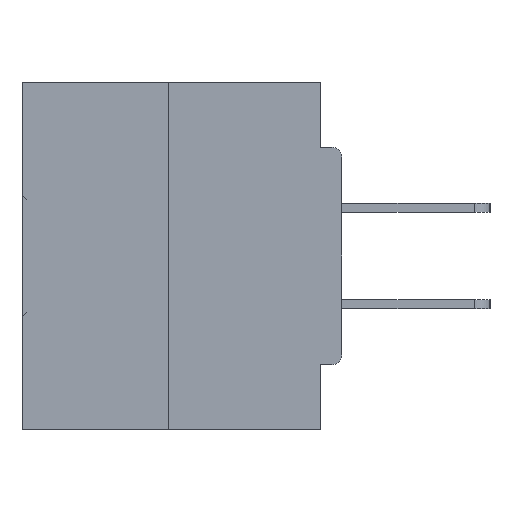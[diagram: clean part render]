
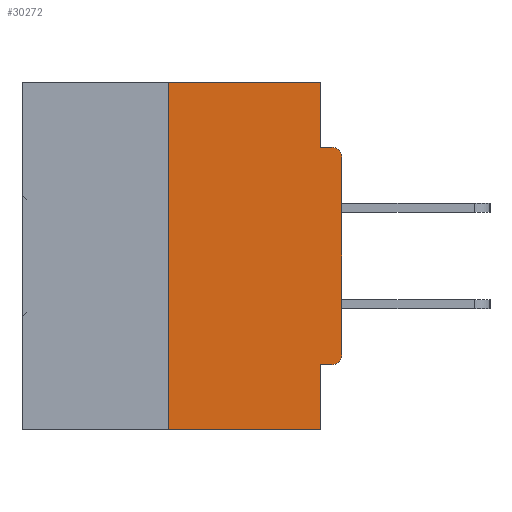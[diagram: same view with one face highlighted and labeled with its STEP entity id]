
A CAD part, left-side view. The second image highlights one B-rep face of the part: STEP entity #30272.
In plain terms, the highlighted planar face has unit normal (-1, 0, 0).
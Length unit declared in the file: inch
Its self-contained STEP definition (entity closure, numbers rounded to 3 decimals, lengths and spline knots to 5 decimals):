
#1098 = VERTEX_POINT ( 'NONE', #23118 ) ;
#2952 = CARTESIAN_POINT ( 'NONE',  ( 0., 0., -0.0935 ) ) ;
#3494 = LINE ( 'NONE', #25123, #29446 ) ;
#3592 = CARTESIAN_POINT ( 'NONE',  ( 0., 0.015, -0.0935 ) ) ;
#3770 = VERTEX_POINT ( 'NONE', #3893 ) ;
#3893 = CARTESIAN_POINT ( 'NONE',  ( 0., 0.031, -0.4065 ) ) ;
#3894 = EDGE_CURVE ( 'NONE', #8835, #34975, #19541, .T. ) ;
#4013 = DIRECTION ( 'NONE',  ( 0., 0., 1. ) ) ;
#4301 = CARTESIAN_POINT ( 'NONE',  ( 0., 0.46, -0.5 ) ) ;
#4577 = ORIENTED_EDGE ( 'NONE', *, *, #40740, .F. ) ;
#4741 = VERTEX_POINT ( 'NONE', #41652 ) ;
#5021 = EDGE_CURVE ( 'NONE', #3770, #1098, #23769, .T. ) ;
#5113 = LINE ( 'NONE', #35304, #7274 ) ;
#5459 = DIRECTION ( 'NONE',  ( 0., 0., -1. ) ) ;
#6106 = EDGE_CURVE ( 'NONE', #37448, #33177, #42101, .T. ) ;
#6146 = ORIENTED_EDGE ( 'NONE', *, *, #3894, .T. ) ;
#6285 = EDGE_LOOP ( 'NONE', ( #8956, #21718, #31495, #34514, #11743, #6146, #18175, #9204, #4577, #29805 ) ) ;
#7274 = VECTOR ( 'NONE', #4013, 39.37008 ) ;
#8525 = EDGE_CURVE ( 'NONE', #4741, #37448, #37991, .T. ) ;
#8678 = AXIS2_PLACEMENT_3D ( 'NONE', #19163, #15123, #5459 ) ;
#8835 = VERTEX_POINT ( 'NONE', #11514 ) ;
#8956 = ORIENTED_EDGE ( 'NONE', *, *, #8525, .F. ) ;
#9204 = ORIENTED_EDGE ( 'NONE', *, *, #22112, .T. ) ;
#9549 = CARTESIAN_POINT ( 'NONE',  ( 0., 0., -0.1085 ) ) ;
#10969 = VECTOR ( 'NONE', #13585, 39.37008 ) ;
#11514 = CARTESIAN_POINT ( 'NONE',  ( 0., 0.015, -0.4065 ) ) ;
#11743 = ORIENTED_EDGE ( 'NONE', *, *, #38559, .F. ) ;
#11999 = AXIS2_PLACEMENT_3D ( 'NONE', #14732, #28651, #25150 ) ;
#12885 = EDGE_CURVE ( 'NONE', #44674, #4741, #5113, .T. ) ;
#13585 = DIRECTION ( 'NONE',  ( 0., -1., 0. ) ) ;
#14732 = CARTESIAN_POINT ( 'NONE',  ( 0., 0.015, -0.3915 ) ) ;
#14924 = VECTOR ( 'NONE', #37186, 39.37008 ) ;
#15033 = VECTOR ( 'NONE', #32578, 39.37008 ) ;
#15123 = DIRECTION ( 'NONE',  ( 1., 0., 0. ) ) ;
#17075 = LINE ( 'NONE', #27144, #14924 ) ;
#18175 = ORIENTED_EDGE ( 'NONE', *, *, #35588, .T. ) ;
#18329 = DIRECTION ( 'NONE',  ( 0., -1., 0. ) ) ;
#18942 = CARTESIAN_POINT ( 'NONE',  ( 0., 0.031, -0.0935 ) ) ;
#19163 = CARTESIAN_POINT ( 'NONE',  ( 0., 0.46, 0. ) ) ;
#19541 = CIRCLE ( 'NONE', #11999, 0.015 ) ;
#19670 = DIRECTION ( 'NONE',  ( 0., -1., 0. ) ) ;
#21584 = DIRECTION ( 'NONE',  ( -1., 0., 0. ) ) ;
#21718 = ORIENTED_EDGE ( 'NONE', *, *, #12885, .F. ) ;
#21779 = CARTESIAN_POINT ( 'NONE',  ( 0., 0.031, 0. ) ) ;
#22042 = DIRECTION ( 'NONE',  ( 0., 0., -1. ) ) ;
#22112 = EDGE_CURVE ( 'NONE', #35647, #27904, #31300, .T. ) ;
#22326 = CARTESIAN_POINT ( 'NONE',  ( 0., 0.031, -0.5 ) ) ;
#23118 = CARTESIAN_POINT ( 'NONE',  ( 0., 0.031, -0.5 ) ) ;
#23769 = LINE ( 'NONE', #22326, #24333 ) ;
#24333 = VECTOR ( 'NONE', #22042, 39.37008 ) ;
#24741 = DIRECTION ( 'NONE',  ( 0., 0., -1. ) ) ;
#25123 = CARTESIAN_POINT ( 'NONE',  ( 0., 0., -0.4065 ) ) ;
#25150 = DIRECTION ( 'NONE',  ( 0., 0., -1. ) ) ;
#27144 = CARTESIAN_POINT ( 'NONE',  ( 0., 0., 0. ) ) ;
#27554 = VECTOR ( 'NONE', #19670, 39.37008 ) ;
#27904 = VERTEX_POINT ( 'NONE', #3592 ) ;
#28651 = DIRECTION ( 'NONE',  ( -1., 0., 0. ) ) ;
#28794 = EDGE_CURVE ( 'NONE', #44674, #1098, #37934, .T. ) ;
#29108 = CARTESIAN_POINT ( 'NONE',  ( 0., 0.031, 0. ) ) ;
#29446 = VECTOR ( 'NONE', #39234, 39.37008 ) ;
#29805 = ORIENTED_EDGE ( 'NONE', *, *, #6106, .F. ) ;
#30272 = ADVANCED_FACE ( 'NONE', ( #39386 ), #43147, .F. ) ;
#31300 = CIRCLE ( 'NONE', #32180, 0.015 ) ;
#31495 = ORIENTED_EDGE ( 'NONE', *, *, #28794, .T. ) ;
#32180 = AXIS2_PLACEMENT_3D ( 'NONE', #42038, #21584, #24741 ) ;
#32578 = DIRECTION ( 'NONE',  ( 0., 0., -1. ) ) ;
#33177 = VERTEX_POINT ( 'NONE', #18942 ) ;
#34434 = CARTESIAN_POINT ( 'NONE',  ( 0., 0.46, 0. ) ) ;
#34514 = ORIENTED_EDGE ( 'NONE', *, *, #5021, .F. ) ;
#34975 = VERTEX_POINT ( 'NONE', #38399 ) ;
#35304 = CARTESIAN_POINT ( 'NONE',  ( 0., 0.25, 0. ) ) ;
#35588 = EDGE_CURVE ( 'NONE', #34975, #35647, #17075, .T. ) ;
#35647 = VERTEX_POINT ( 'NONE', #9549 ) ;
#35797 = VECTOR ( 'NONE', #18329, 39.37008 ) ;
#37186 = DIRECTION ( 'NONE',  ( 0., 0., 1. ) ) ;
#37448 = VERTEX_POINT ( 'NONE', #21779 ) ;
#37934 = LINE ( 'NONE', #4301, #35797 ) ;
#37991 = LINE ( 'NONE', #34434, #10969 ) ;
#38399 = CARTESIAN_POINT ( 'NONE',  ( 0., 0., -0.3915 ) ) ;
#38559 = EDGE_CURVE ( 'NONE', #8835, #3770, #3494, .T. ) ;
#39234 = DIRECTION ( 'NONE',  ( 0., 1., 0. ) ) ;
#39386 = FACE_OUTER_BOUND ( 'NONE', #6285, .T. ) ;
#39510 = LINE ( 'NONE', #2952, #27554 ) ;
#39617 = CARTESIAN_POINT ( 'NONE',  ( 0., 0.25, -0.5 ) ) ;
#40740 = EDGE_CURVE ( 'NONE', #33177, #27904, #39510, .T. ) ;
#41652 = CARTESIAN_POINT ( 'NONE',  ( 0., 0.25, 0. ) ) ;
#42038 = CARTESIAN_POINT ( 'NONE',  ( 0., 0.015, -0.1085 ) ) ;
#42101 = LINE ( 'NONE', #29108, #15033 ) ;
#43147 = PLANE ( 'NONE',  #8678 ) ;
#44674 = VERTEX_POINT ( 'NONE', #39617 ) ;
